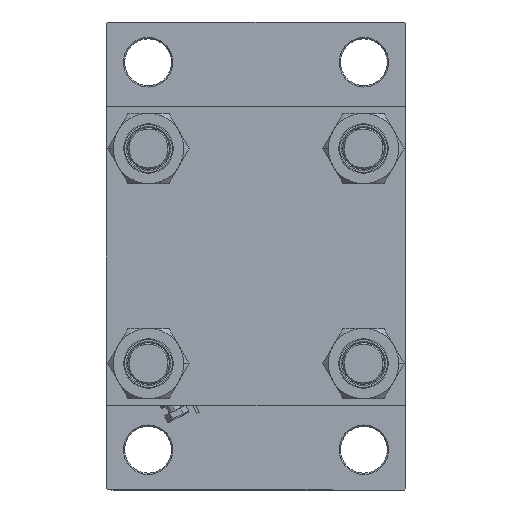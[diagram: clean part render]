
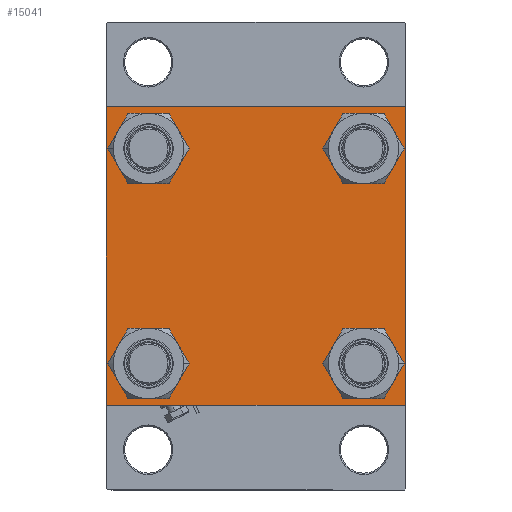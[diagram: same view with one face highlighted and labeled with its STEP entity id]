
A CAD part, left-side view. The second image highlights one B-rep face of the part: STEP entity #15041.
In plain terms, the highlighted planar face has unit normal (-1, 0, 0).
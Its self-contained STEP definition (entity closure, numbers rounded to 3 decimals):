
#18 = CARTESIAN_POINT ( 'NONE',  ( 0., 41.35, 41.35 ) ) ;
#608 = CARTESIAN_POINT ( 'NONE',  ( 0., 57.5, 57. ) ) ;
#674 = CARTESIAN_POINT ( 'NONE',  ( 0., 41.35, -41.35 ) ) ;
#902 = CARTESIAN_POINT ( 'NONE',  ( 0., 41.35, -49.85 ) ) ;
#990 = CARTESIAN_POINT ( 'NONE',  ( 0., 41.35, 32.85 ) ) ;
#1020 = CARTESIAN_POINT ( 'NONE',  ( 0., 57.5, 57.5 ) ) ;
#1090 = CARTESIAN_POINT ( 'NONE',  ( 0., -41.35, -41.35 ) ) ;
#1137 = DIRECTION ( 'NONE',  ( 0., 0., -1. ) ) ;
#1167 = DIRECTION ( 'NONE',  ( 0., -0.707, -0.707 ) ) ;
#1280 = VERTEX_POINT ( 'NONE', #26349 ) ;
#1460 = DIRECTION ( 'NONE',  ( 0., 0., 1. ) ) ;
#1750 = VECTOR ( 'NONE', #38406, 1000. ) ;
#1958 = VERTEX_POINT ( 'NONE', #39220 ) ;
#2006 = EDGE_CURVE ( 'NONE', #32831, #7713, #32005, .T. ) ;
#2162 = VERTEX_POINT ( 'NONE', #27545 ) ;
#2195 = VERTEX_POINT ( 'NONE', #3834 ) ;
#2289 = VECTOR ( 'NONE', #25213, 1000. ) ;
#2559 = DIRECTION ( 'NONE',  ( 0., 0.707, 0.707 ) ) ;
#2874 = EDGE_CURVE ( 'NONE', #2162, #42490, #22561, .T. ) ;
#3084 = CIRCLE ( 'NONE', #15670, 8.5 ) ;
#3422 = VECTOR ( 'NONE', #3513, 1000. ) ;
#3513 = DIRECTION ( 'NONE',  ( 0., 0., -1. ) ) ;
#3590 = VERTEX_POINT ( 'NONE', #34323 ) ;
#3796 = AXIS2_PLACEMENT_3D ( 'NONE', #4625, #15957, #9058 ) ;
#3827 = CARTESIAN_POINT ( 'NONE',  ( 0., -57.5, 57. ) ) ;
#3834 = CARTESIAN_POINT ( 'NONE',  ( 0., 57., -57.5 ) ) ;
#4625 = CARTESIAN_POINT ( 'NONE',  ( 0., 41.35, 41.35 ) ) ;
#4913 = CARTESIAN_POINT ( 'NONE',  ( 0., -41.35, -41.35 ) ) ;
#5334 = LINE ( 'NONE', #45974, #34932 ) ;
#5582 = CARTESIAN_POINT ( 'NONE',  ( 0., -41.35, 49.85 ) ) ;
#5936 = EDGE_LOOP ( 'NONE', ( #35321, #13512, #33363, #35149, #21019, #10167, #7951, #15028 ) ) ;
#6423 = EDGE_CURVE ( 'NONE', #3590, #22859, #26537, .T. ) ;
#6493 = CARTESIAN_POINT ( 'NONE',  ( 0., 57.5, -57.5 ) ) ;
#7595 = AXIS2_PLACEMENT_3D ( 'NONE', #12599, #42650, #33966 ) ;
#7713 = VERTEX_POINT ( 'NONE', #44629 ) ;
#7951 = ORIENTED_EDGE ( 'NONE', *, *, #9516, .F. ) ;
#8927 = EDGE_CURVE ( 'NONE', #16237, #22885, #5334, .T. ) ;
#9058 = DIRECTION ( 'NONE',  ( 0., 0., 1. ) ) ;
#9296 = CARTESIAN_POINT ( 'NONE',  ( 0., 57.25, -57.25 ) ) ;
#9316 = CARTESIAN_POINT ( 'NONE',  ( 0., -57.25, -57.25 ) ) ;
#9516 = EDGE_CURVE ( 'NONE', #3590, #29404, #19758, .T. ) ;
#10167 = ORIENTED_EDGE ( 'NONE', *, *, #23038, .T. ) ;
#10380 = EDGE_CURVE ( 'NONE', #22859, #1958, #10898, .T. ) ;
#10781 = AXIS2_PLACEMENT_3D ( 'NONE', #18, #37237, #44858 ) ;
#10898 = LINE ( 'NONE', #22230, #3422 ) ;
#10997 = CARTESIAN_POINT ( 'NONE',  ( 0., -57., -57.5 ) ) ;
#11036 = EDGE_CURVE ( 'NONE', #39873, #1280, #19962, .T. ) ;
#11472 = EDGE_LOOP ( 'NONE', ( #42107, #11959 ) ) ;
#11959 = ORIENTED_EDGE ( 'NONE', *, *, #24472, .T. ) ;
#12202 = VECTOR ( 'NONE', #1167, 1000. ) ;
#12599 = CARTESIAN_POINT ( 'NONE',  ( 0., -41.35, 41.35 ) ) ;
#13220 = CIRCLE ( 'NONE', #3796, 8.5 ) ;
#13498 = DIRECTION ( 'NONE',  ( 1., 0., 0. ) ) ;
#13505 = ORIENTED_EDGE ( 'NONE', *, *, #17043, .T. ) ;
#13512 = ORIENTED_EDGE ( 'NONE', *, *, #14968, .T. ) ;
#14968 = EDGE_CURVE ( 'NONE', #1958, #2195, #38629, .T. ) ;
#15028 = ORIENTED_EDGE ( 'NONE', *, *, #6423, .T. ) ;
#15041 = ADVANCED_FACE ( 'NONE', ( #28521, #47935, #39842, #40078, #32444 ), #32926, .T. ) ;
#15660 = ORIENTED_EDGE ( 'NONE', *, *, #25281, .T. ) ;
#15670 = AXIS2_PLACEMENT_3D ( 'NONE', #35925, #13498, #23862 ) ;
#15708 = ORIENTED_EDGE ( 'NONE', *, *, #22215, .T. ) ;
#15957 = DIRECTION ( 'NONE',  ( 1., 0., 0. ) ) ;
#16237 = VERTEX_POINT ( 'NONE', #3827 ) ;
#16357 = AXIS2_PLACEMENT_3D ( 'NONE', #674, #27282, #23590 ) ;
#16396 = CARTESIAN_POINT ( 'NONE',  ( 0., -41.35, -32.85 ) ) ;
#17006 = AXIS2_PLACEMENT_3D ( 'NONE', #20940, #24396, #24145 ) ;
#17043 = EDGE_CURVE ( 'NONE', #7713, #32831, #26455, .T. ) ;
#18853 = DIRECTION ( 'NONE',  ( 0., 0., 1. ) ) ;
#19577 = DIRECTION ( 'NONE',  ( 1., 0., 0. ) ) ;
#19586 = CARTESIAN_POINT ( 'NONE',  ( 0., -57.5, -57. ) ) ;
#19758 = LINE ( 'NONE', #1020, #47552 ) ;
#19962 = CIRCLE ( 'NONE', #34892, 8.5 ) ;
#20415 = LINE ( 'NONE', #9316, #1750 ) ;
#20778 = CARTESIAN_POINT ( 'NONE',  ( 0., -57., 57.5 ) ) ;
#20940 = CARTESIAN_POINT ( 'NONE',  ( 0., -41.35, 41.35 ) ) ;
#21019 = ORIENTED_EDGE ( 'NONE', *, *, #8927, .F. ) ;
#21045 = LINE ( 'NONE', #6493, #2289 ) ;
#22215 = EDGE_CURVE ( 'NONE', #1280, #39873, #33693, .T. ) ;
#22230 = CARTESIAN_POINT ( 'NONE',  ( 0., 57.5, 57.5 ) ) ;
#22561 = CIRCLE ( 'NONE', #10781, 8.5 ) ;
#22859 = VERTEX_POINT ( 'NONE', #608 ) ;
#22885 = VERTEX_POINT ( 'NONE', #19586 ) ;
#23038 = EDGE_CURVE ( 'NONE', #16237, #29404, #29402, .T. ) ;
#23147 = DIRECTION ( 'NONE',  ( 1., 0., 0. ) ) ;
#23590 = DIRECTION ( 'NONE',  ( 0., 0., 1. ) ) ;
#23862 = DIRECTION ( 'NONE',  ( 0., 0., 1. ) ) ;
#24115 = ORIENTED_EDGE ( 'NONE', *, *, #2874, .T. ) ;
#24145 = DIRECTION ( 'NONE',  ( 0., 0., 1. ) ) ;
#24396 = DIRECTION ( 'NONE',  ( 1., 0., 0. ) ) ;
#24472 = EDGE_CURVE ( 'NONE', #33638, #42904, #43076, .T. ) ;
#25213 = DIRECTION ( 'NONE',  ( 0., -1., 0. ) ) ;
#25219 = CARTESIAN_POINT ( 'NONE',  ( 0., -57.25, 57.25 ) ) ;
#25281 = EDGE_CURVE ( 'NONE', #42490, #2162, #13220, .T. ) ;
#26349 = CARTESIAN_POINT ( 'NONE',  ( 0., -41.35, -49.85 ) ) ;
#26455 = CIRCLE ( 'NONE', #17006, 8.5 ) ;
#26537 = LINE ( 'NONE', #44770, #47447 ) ;
#27282 = DIRECTION ( 'NONE',  ( 1., 0., 0. ) ) ;
#27545 = CARTESIAN_POINT ( 'NONE',  ( 0., 41.35, 49.85 ) ) ;
#28183 = ORIENTED_EDGE ( 'NONE', *, *, #11036, .T. ) ;
#28521 = FACE_BOUND ( 'NONE', #40836, .T. ) ;
#29280 = EDGE_LOOP ( 'NONE', ( #28183, #15708 ) ) ;
#29402 = LINE ( 'NONE', #25219, #34498 ) ;
#29404 = VERTEX_POINT ( 'NONE', #20778 ) ;
#32005 = CIRCLE ( 'NONE', #7595, 8.5 ) ;
#32444 = FACE_OUTER_BOUND ( 'NONE', #5936, .T. ) ;
#32831 = VERTEX_POINT ( 'NONE', #5582 ) ;
#32926 = PLANE ( 'NONE',  #40519 ) ;
#33363 = ORIENTED_EDGE ( 'NONE', *, *, #34011, .T. ) ;
#33638 = VERTEX_POINT ( 'NONE', #902 ) ;
#33693 = CIRCLE ( 'NONE', #46274, 8.5 ) ;
#33927 = DIRECTION ( 'NONE',  ( 0., 0.707, -0.707 ) ) ;
#33966 = DIRECTION ( 'NONE',  ( 0., 0., 1. ) ) ;
#34011 = EDGE_CURVE ( 'NONE', #2195, #40457, #21045, .T. ) ;
#34323 = CARTESIAN_POINT ( 'NONE',  ( 0., 57., 57.5 ) ) ;
#34498 = VECTOR ( 'NONE', #2559, 1000. ) ;
#34892 = AXIS2_PLACEMENT_3D ( 'NONE', #4913, #23147, #1460 ) ;
#34932 = VECTOR ( 'NONE', #1137, 1000. ) ;
#35149 = ORIENTED_EDGE ( 'NONE', *, *, #48450, .T. ) ;
#35269 = DIRECTION ( 'NONE',  ( 0., -1., 0. ) ) ;
#35321 = ORIENTED_EDGE ( 'NONE', *, *, #10380, .T. ) ;
#35925 = CARTESIAN_POINT ( 'NONE',  ( 0., 41.35, -41.35 ) ) ;
#37237 = DIRECTION ( 'NONE',  ( 1., 0., 0. ) ) ;
#37370 = CARTESIAN_POINT ( 'NONE',  ( 0., 41.35, -32.85 ) ) ;
#38157 = EDGE_CURVE ( 'NONE', #42904, #33638, #3084, .T. ) ;
#38406 = DIRECTION ( 'NONE',  ( 0., -0.707, 0.707 ) ) ;
#38629 = LINE ( 'NONE', #9296, #12202 ) ;
#39220 = CARTESIAN_POINT ( 'NONE',  ( 0., 57.5, -57. ) ) ;
#39611 = CARTESIAN_POINT ( 'NONE',  ( 0., 0., 0. ) ) ;
#39842 = FACE_BOUND ( 'NONE', #11472, .T. ) ;
#39873 = VERTEX_POINT ( 'NONE', #16396 ) ;
#40078 = FACE_BOUND ( 'NONE', #42078, .T. ) ;
#40457 = VERTEX_POINT ( 'NONE', #10997 ) ;
#40519 = AXIS2_PLACEMENT_3D ( 'NONE', #39611, #44009, #46979 ) ;
#40836 = EDGE_LOOP ( 'NONE', ( #43332, #13505 ) ) ;
#42078 = EDGE_LOOP ( 'NONE', ( #24115, #15660 ) ) ;
#42107 = ORIENTED_EDGE ( 'NONE', *, *, #38157, .T. ) ;
#42490 = VERTEX_POINT ( 'NONE', #990 ) ;
#42650 = DIRECTION ( 'NONE',  ( 1., 0., 0. ) ) ;
#42904 = VERTEX_POINT ( 'NONE', #37370 ) ;
#43076 = CIRCLE ( 'NONE', #16357, 8.5 ) ;
#43332 = ORIENTED_EDGE ( 'NONE', *, *, #2006, .T. ) ;
#44009 = DIRECTION ( 'NONE',  ( -1., 0., 0. ) ) ;
#44629 = CARTESIAN_POINT ( 'NONE',  ( 0., -41.35, 32.85 ) ) ;
#44770 = CARTESIAN_POINT ( 'NONE',  ( 0., 57.25, 57.25 ) ) ;
#44858 = DIRECTION ( 'NONE',  ( 0., 0., 1. ) ) ;
#45974 = CARTESIAN_POINT ( 'NONE',  ( 0., -57.5, 57.5 ) ) ;
#46274 = AXIS2_PLACEMENT_3D ( 'NONE', #1090, #19577, #18853 ) ;
#46979 = DIRECTION ( 'NONE',  ( 0., 0., 1. ) ) ;
#47447 = VECTOR ( 'NONE', #33927, 1000. ) ;
#47552 = VECTOR ( 'NONE', #35269, 1000. ) ;
#47935 = FACE_BOUND ( 'NONE', #29280, .T. ) ;
#48450 = EDGE_CURVE ( 'NONE', #40457, #22885, #20415, .T. ) ;
